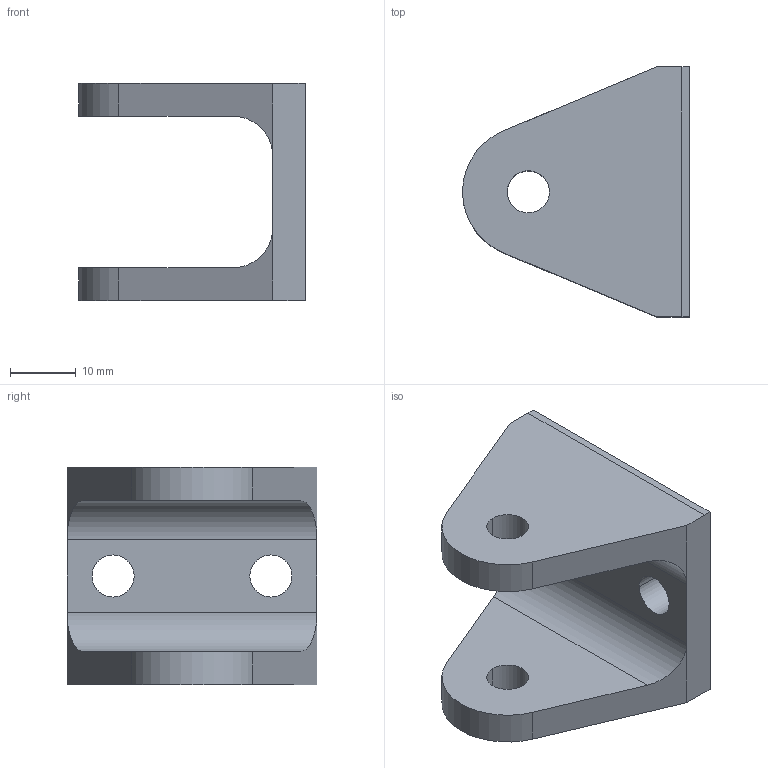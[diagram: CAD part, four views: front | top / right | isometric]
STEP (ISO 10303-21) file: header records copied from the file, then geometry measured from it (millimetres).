
FILE_DESCRIPTION(('CATIA V5 STEP Exchange'),'2;1');
FILE_NAME('SU_11002 (Upper arm bracket).stp','2022-11-15T18:13:01+00:00',('none'),('none'),'CATIA Version 5 Release 19 SP 2 (IN-10)','CATIA V5 STEP AP203','none');
FILE_SCHEMA(('CONFIG_CONTROL_DESIGN'));
Length unit declared in the file: millimetre
Products named in the file (1): SU_11002
Bounding box: 34.51 x 38 x 33 mm (x, y, z)
Volume: 13609.7 mm3; surface area: 6523 mm2
Topology: 1 solids, 1 shells, 25 faces, 69 edges, 46 vertices
Faces by surface type: plane 13, cylinder 12
Entity records: 844 total; most frequent: CARTESIAN_POINT 188, ORIENTED_EDGE 138, DIRECTION 97, EDGE_CURVE 69, VERTEX_POINT 46, VECTOR 45, LINE 45, AXIS2_PLACEMENT_3D 37
